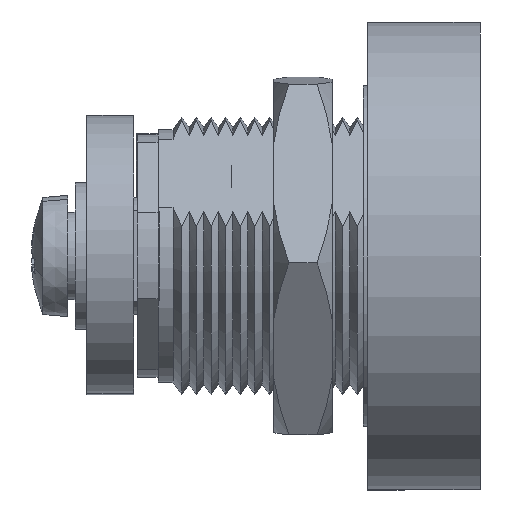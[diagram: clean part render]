
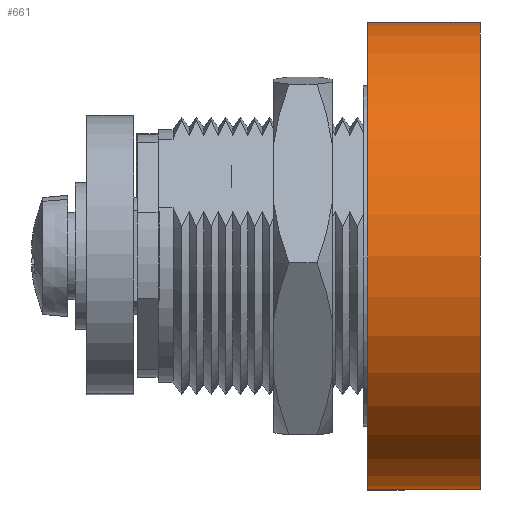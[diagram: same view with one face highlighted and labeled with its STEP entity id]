
A CAD part, left-side view. The second image highlights one B-rep face of the part: STEP entity #661.
In plain terms, the highlighted cylindrical face has radius 16 mm (diameter 32 mm), a partial arc.
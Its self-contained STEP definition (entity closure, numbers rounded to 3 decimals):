
#282 = ORIENTED_EDGE ( 'NONE', *, *, #739, .F. ) ;
#356 = ORIENTED_EDGE ( 'NONE', *, *, #5225, .T. ) ;
#357 = ORIENTED_EDGE ( 'NONE', *, *, #5247, .T. ) ;
#661 = ADVANCED_FACE ( 'NONE', ( #8287 ), #8286, .T. ) ;
#739 = EDGE_CURVE ( 'NONE', #3710, #3756, #8640, .T. ) ;
#967 = ORIENTED_EDGE ( 'NONE', *, *, #5243, .F. ) ;
#2674 = EDGE_LOOP ( 'NONE', ( #282, #357, #356, #967 ) ) ;
#3710 = VERTEX_POINT ( 'NONE', #16990 ) ;
#3711 = VERTEX_POINT ( 'NONE', #16991 ) ;
#3731 = VERTEX_POINT ( 'NONE', #17011 ) ;
#3756 = VERTEX_POINT ( 'NONE', #17035 ) ;
#5225 = EDGE_CURVE ( 'NONE', #3731, #3711, #20306, .T. ) ;
#5243 = EDGE_CURVE ( 'NONE', #3756, #3711, #20605, .T. ) ;
#5247 = EDGE_CURVE ( 'NONE', #3710, #3731, #20613, .T. ) ;
#8286 = CYLINDRICAL_SURFACE ( 'NONE', #8872, 16. ) ;
#8287 = FACE_OUTER_BOUND ( 'NONE', #2674, .T. ) ;
#8288 = CARTESIAN_POINT ( 'NONE',  ( 0., -0.1, 0. ) ) ;
#8298 = DIRECTION ( 'NONE',  ( 0., -1., 0. ) ) ;
#8299 = DIRECTION ( 'NONE',  ( 0., 0., -1. ) ) ;
#8637 = CARTESIAN_POINT ( 'NONE',  ( 0., -0.1, 16. ) ) ;
#8640 = LINE ( 'NONE', #8637, #9049 ) ;
#8646 = DIRECTION ( 'NONE',  ( 0., -1., 0. ) ) ;
#8872 = AXIS2_PLACEMENT_3D ( 'NONE', #8288, #8298, #8299 ) ;
#9049 = VECTOR ( 'NONE', #8646, 1000. ) ;
#16990 = CARTESIAN_POINT ( 'NONE',  ( 0., 7.6, 16. ) ) ;
#16991 = CARTESIAN_POINT ( 'NONE',  ( 0., -0.1, -16. ) ) ;
#17011 = CARTESIAN_POINT ( 'NONE',  ( 0., 7.6, -16. ) ) ;
#17035 = CARTESIAN_POINT ( 'NONE',  ( 0., -0.1, 16. ) ) ;
#20302 = CARTESIAN_POINT ( 'NONE',  ( 0., -0.1, -16. ) ) ;
#20306 = LINE ( 'NONE', #20302, #20576 ) ;
#20310 = DIRECTION ( 'NONE',  ( 0., -1., 0. ) ) ;
#20362 = CARTESIAN_POINT ( 'NONE',  ( 0., -0.1, 0. ) ) ;
#20363 = DIRECTION ( 'NONE',  ( 0., -1., 0. ) ) ;
#20364 = DIRECTION ( 'NONE',  ( 0., 0., -1. ) ) ;
#20377 = CARTESIAN_POINT ( 'NONE',  ( 0., 7.6, 0. ) ) ;
#20378 = DIRECTION ( 'NONE',  ( 0., -1., 0. ) ) ;
#20379 = DIRECTION ( 'NONE',  ( 0., 0., -1. ) ) ;
#20576 = VECTOR ( 'NONE', #20310, 1000. ) ;
#20605 = CIRCLE ( 'NONE', #20608, 16. ) ;
#20608 = AXIS2_PLACEMENT_3D ( 'NONE', #20362, #20363, #20364 ) ;
#20613 = CIRCLE ( 'NONE', #20616, 16. ) ;
#20616 = AXIS2_PLACEMENT_3D ( 'NONE', #20377, #20378, #20379 ) ;
